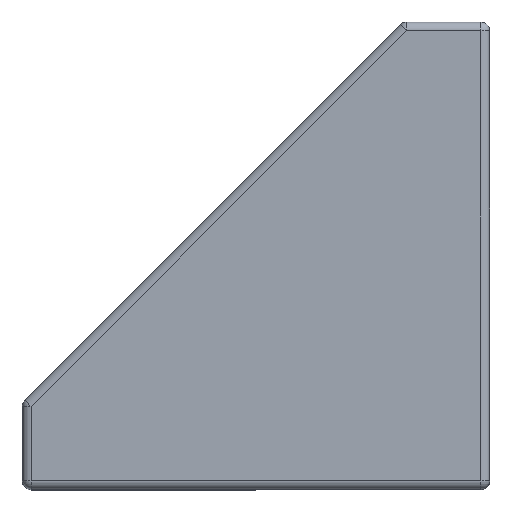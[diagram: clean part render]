
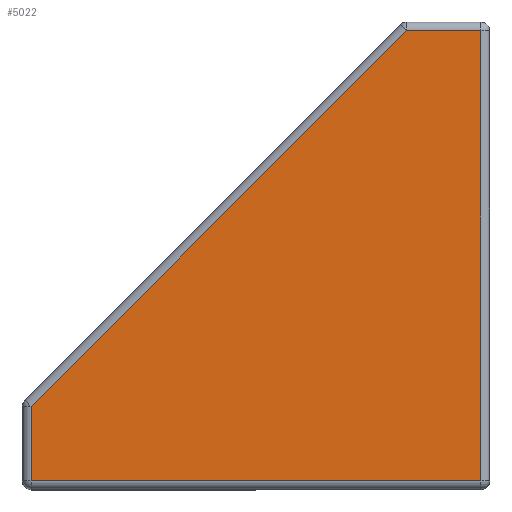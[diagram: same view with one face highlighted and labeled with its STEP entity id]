
A CAD part, top view. The second image highlights one B-rep face of the part: STEP entity #5022.
In plain terms, the highlighted planar face has unit normal (0, 0, 1).
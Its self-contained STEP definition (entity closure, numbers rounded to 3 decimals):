
#26 = VECTOR ( 'NONE', #4901, 1000. ) ;
#119 = CARTESIAN_POINT ( 'NONE',  ( -26.5, 0., 14. ) ) ;
#272 = DIRECTION ( 'NONE',  ( -0.707, -0.707, 0. ) ) ;
#311 = DIRECTION ( 'NONE',  ( -1., 0., 0. ) ) ;
#459 = VERTEX_POINT ( 'NONE', #550 ) ;
#550 = CARTESIAN_POINT ( 'NONE',  ( -4.793, 26.5, 14. ) ) ;
#716 = EDGE_CURVE ( 'NONE', #7341, #1183, #8219, .T. ) ;
#809 = ORIENTED_EDGE ( 'NONE', *, *, #716, .T. ) ;
#1183 = VERTEX_POINT ( 'NONE', #5322 ) ;
#1347 = DIRECTION ( 'NONE',  ( 0., 1., 0. ) ) ;
#2214 = EDGE_CURVE ( 'NONE', #8778, #459, #9224, .T. ) ;
#2221 = EDGE_CURVE ( 'NONE', #459, #7341, #5194, .T. ) ;
#2378 = CARTESIAN_POINT ( 'NONE',  ( -0.5, 26.5, 14. ) ) ;
#2789 = CARTESIAN_POINT ( 'NONE',  ( 0., 26.5, 14. ) ) ;
#2915 = VECTOR ( 'NONE', #9142, 1000. ) ;
#3027 = VECTOR ( 'NONE', #8792, 1000. ) ;
#3491 = VECTOR ( 'NONE', #1347, 1000. ) ;
#3611 = DIRECTION ( 'NONE',  ( 0., 0., -1. ) ) ;
#3709 = CARTESIAN_POINT ( 'NONE',  ( -0.5, 0., 14. ) ) ;
#4126 = AXIS2_PLACEMENT_3D ( 'NONE', #6821, #3611, #311 ) ;
#4570 = ORIENTED_EDGE ( 'NONE', *, *, #10130, .T. ) ;
#4623 = ORIENTED_EDGE ( 'NONE', *, *, #2214, .T. ) ;
#4821 = ORIENTED_EDGE ( 'NONE', *, *, #2221, .T. ) ;
#4901 = DIRECTION ( 'NONE',  ( 0., -1., 0. ) ) ;
#5022 = ADVANCED_FACE ( 'NONE', ( #9356 ), #6014, .F. ) ;
#5194 = LINE ( 'NONE', #8318, #8197 ) ;
#5286 = EDGE_CURVE ( 'NONE', #1183, #8192, #10075, .T. ) ;
#5322 = CARTESIAN_POINT ( 'NONE',  ( -26.5, 0.5, 14. ) ) ;
#5362 = CARTESIAN_POINT ( 'NONE',  ( -0.5, 0.5, 14. ) ) ;
#5592 = CARTESIAN_POINT ( 'NONE',  ( 0., 0.5, 14. ) ) ;
#6014 = PLANE ( 'NONE',  #4126 ) ;
#6043 = CARTESIAN_POINT ( 'NONE',  ( -26.5, 4.793, 14. ) ) ;
#6821 = CARTESIAN_POINT ( 'NONE',  ( 0., 0., 14. ) ) ;
#7341 = VERTEX_POINT ( 'NONE', #6043 ) ;
#7740 = LINE ( 'NONE', #3709, #3491 ) ;
#8192 = VERTEX_POINT ( 'NONE', #5362 ) ;
#8197 = VECTOR ( 'NONE', #272, 1000. ) ;
#8219 = LINE ( 'NONE', #119, #26 ) ;
#8318 = CARTESIAN_POINT ( 'NONE',  ( -15.646, 15.646, 14. ) ) ;
#8778 = VERTEX_POINT ( 'NONE', #2378 ) ;
#8792 = DIRECTION ( 'NONE',  ( 1., 0., 0. ) ) ;
#9142 = DIRECTION ( 'NONE',  ( -1., 0., 0. ) ) ;
#9224 = LINE ( 'NONE', #2789, #2915 ) ;
#9253 = ORIENTED_EDGE ( 'NONE', *, *, #5286, .T. ) ;
#9356 = FACE_OUTER_BOUND ( 'NONE', #9750, .T. ) ;
#9750 = EDGE_LOOP ( 'NONE', ( #9253, #4570, #4623, #4821, #809 ) ) ;
#10075 = LINE ( 'NONE', #5592, #3027 ) ;
#10130 = EDGE_CURVE ( 'NONE', #8192, #8778, #7740, .T. ) ;
